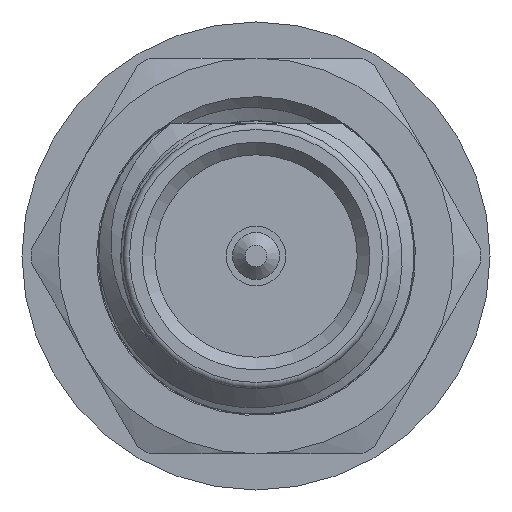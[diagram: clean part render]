
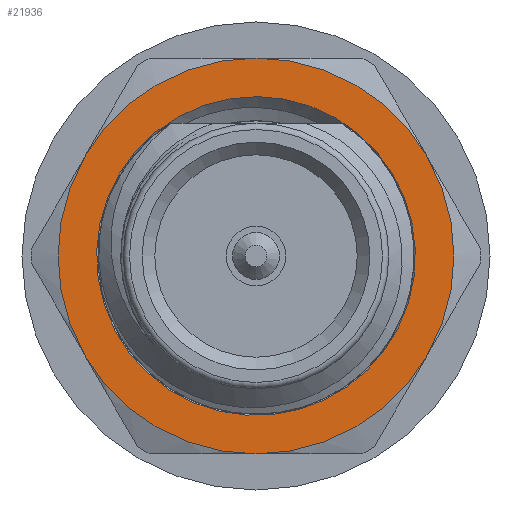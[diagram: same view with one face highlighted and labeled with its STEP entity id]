
A CAD part, left-side view. The second image highlights one B-rep face of the part: STEP entity #21936.
In plain terms, the highlighted planar face has unit normal (-1, 0, 0).
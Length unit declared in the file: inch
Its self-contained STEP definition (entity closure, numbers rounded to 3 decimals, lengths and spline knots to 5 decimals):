
#1119 = FACE_OUTER_BOUND ( 'NONE', #13276, .T. ) ;
#1960 = DIRECTION ( 'NONE',  ( 0., -0.5, 0.866 ) ) ;
#2038 = EDGE_LOOP ( 'NONE', ( #13243 ) ) ;
#2085 = DIRECTION ( 'NONE',  ( 0., -0.5, 0.866 ) ) ;
#2104 = CIRCLE ( 'NONE', #12128, 0.1565 ) ;
#2900 = CARTESIAN_POINT ( 'NONE',  ( 0.21, -0.13553, 0.07825 ) ) ;
#3066 = AXIS2_PLACEMENT_3D ( 'NONE', #13138, #5483, #1960 ) ;
#3856 = CIRCLE ( 'NONE', #24298, 0.1565 ) ;
#3871 = DIRECTION ( 'NONE',  ( -1., 0., 0. ) ) ;
#4326 = EDGE_CURVE ( 'NONE', #6015, #6015, #24204, .T. ) ;
#4628 = CIRCLE ( 'NONE', #11446, 0.1565 ) ;
#4683 = ORIENTED_EDGE ( 'NONE', *, *, #16890, .T. ) ;
#5254 = CARTESIAN_POINT ( 'NONE',  ( 0.21, 0., 0. ) ) ;
#5483 = DIRECTION ( 'NONE',  ( -1., 0., 0. ) ) ;
#5615 = CARTESIAN_POINT ( 'NONE',  ( 0.21, 0.13553, -0.07825 ) ) ;
#5640 = DIRECTION ( 'NONE',  ( 0., -0.5, 0.866 ) ) ;
#6015 = VERTEX_POINT ( 'NONE', #20964 ) ;
#6083 = CARTESIAN_POINT ( 'NONE',  ( 0.21, 0., 0. ) ) ;
#6400 = CARTESIAN_POINT ( 'NONE',  ( 0.21, 0., 0.1565 ) ) ;
#7011 = PLANE ( 'NONE',  #9096 ) ;
#7167 = ORIENTED_EDGE ( 'NONE', *, *, #23447, .T. ) ;
#7414 = DIRECTION ( 'NONE',  ( 1., 0., 0. ) ) ;
#8624 = VERTEX_POINT ( 'NONE', #6400 ) ;
#8775 = DIRECTION ( 'NONE',  ( 1., 0., 0. ) ) ;
#9096 = AXIS2_PLACEMENT_3D ( 'NONE', #5254, #8775, #23817 ) ;
#9300 = DIRECTION ( 'NONE',  ( -1., 0., 0. ) ) ;
#9486 = VERTEX_POINT ( 'NONE', #12325 ) ;
#10528 = VERTEX_POINT ( 'NONE', #18185 ) ;
#10674 = AXIS2_PLACEMENT_3D ( 'NONE', #16728, #3871, #17185 ) ;
#11446 = AXIS2_PLACEMENT_3D ( 'NONE', #22823, #9300, #5640 ) ;
#11657 = DIRECTION ( 'NONE',  ( 1., 0., 0. ) ) ;
#11916 = DIRECTION ( 'NONE',  ( 0., -0.5, 0.866 ) ) ;
#12128 = AXIS2_PLACEMENT_3D ( 'NONE', #18942, #16827, #22585 ) ;
#12325 = CARTESIAN_POINT ( 'NONE',  ( 0.21, -0.13553, -0.07825 ) ) ;
#12647 = CIRCLE ( 'NONE', #10674, 0.1565 ) ;
#13138 = CARTESIAN_POINT ( 'NONE',  ( 0.21, 0., 0. ) ) ;
#13243 = ORIENTED_EDGE ( 'NONE', *, *, #4326, .T. ) ;
#13276 = EDGE_LOOP ( 'NONE', ( #23943, #4683, #14036, #23841, #7167, #22518 ) ) ;
#13909 = CARTESIAN_POINT ( 'NONE',  ( 0.21, 0., 0. ) ) ;
#14036 = ORIENTED_EDGE ( 'NONE', *, *, #18863, .T. ) ;
#15182 = EDGE_CURVE ( 'NONE', #24348, #8624, #12647, .T. ) ;
#15628 = EDGE_CURVE ( 'NONE', #22241, #10528, #20287, .T. ) ;
#16728 = CARTESIAN_POINT ( 'NONE',  ( 0.21, 0., 0. ) ) ;
#16827 = DIRECTION ( 'NONE',  ( -1., 0., 0. ) ) ;
#16890 = EDGE_CURVE ( 'NONE', #8624, #18336, #4628, .T. ) ;
#17185 = DIRECTION ( 'NONE',  ( 0., -0.5, 0.866 ) ) ;
#17851 = AXIS2_PLACEMENT_3D ( 'NONE', #6083, #19520, #23400 ) ;
#18185 = CARTESIAN_POINT ( 'NONE',  ( 0.21, 0., -0.1565 ) ) ;
#18336 = VERTEX_POINT ( 'NONE', #21692 ) ;
#18863 = EDGE_CURVE ( 'NONE', #18336, #22241, #21868, .T. ) ;
#18942 = CARTESIAN_POINT ( 'NONE',  ( 0.21, 0., 0. ) ) ;
#19520 = DIRECTION ( 'NONE',  ( -1., 0., 0. ) ) ;
#19809 = AXIS2_PLACEMENT_3D ( 'NONE', #20710, #7414, #2085 ) ;
#20287 = CIRCLE ( 'NONE', #17851, 0.1565 ) ;
#20678 = EDGE_CURVE ( 'NONE', #24348, #9486, #3856, .T. ) ;
#20710 = CARTESIAN_POINT ( 'NONE',  ( 0.21, 0., 0. ) ) ;
#20964 = CARTESIAN_POINT ( 'NONE',  ( 0.21, -0.06301, 0.10913 ) ) ;
#21692 = CARTESIAN_POINT ( 'NONE',  ( 0.21, 0.13553, 0.07825 ) ) ;
#21868 = CIRCLE ( 'NONE', #3066, 0.1565 ) ;
#21928 = FACE_BOUND ( 'NONE', #2038, .T. ) ;
#21936 = ADVANCED_FACE ( 'NONE', ( #21928, #1119 ), #7011, .F. ) ;
#22241 = VERTEX_POINT ( 'NONE', #5615 ) ;
#22518 = ORIENTED_EDGE ( 'NONE', *, *, #20678, .F. ) ;
#22585 = DIRECTION ( 'NONE',  ( 0., -0.5, 0.866 ) ) ;
#22823 = CARTESIAN_POINT ( 'NONE',  ( 0.21, 0., 0. ) ) ;
#23400 = DIRECTION ( 'NONE',  ( 0., -0.5, 0.866 ) ) ;
#23447 = EDGE_CURVE ( 'NONE', #10528, #9486, #2104, .T. ) ;
#23817 = DIRECTION ( 'NONE',  ( 0., -0.5, 0.866 ) ) ;
#23841 = ORIENTED_EDGE ( 'NONE', *, *, #15628, .T. ) ;
#23943 = ORIENTED_EDGE ( 'NONE', *, *, #15182, .T. ) ;
#24204 = CIRCLE ( 'NONE', #19809, 0.12602 ) ;
#24298 = AXIS2_PLACEMENT_3D ( 'NONE', #13909, #11657, #11916 ) ;
#24348 = VERTEX_POINT ( 'NONE', #2900 ) ;
